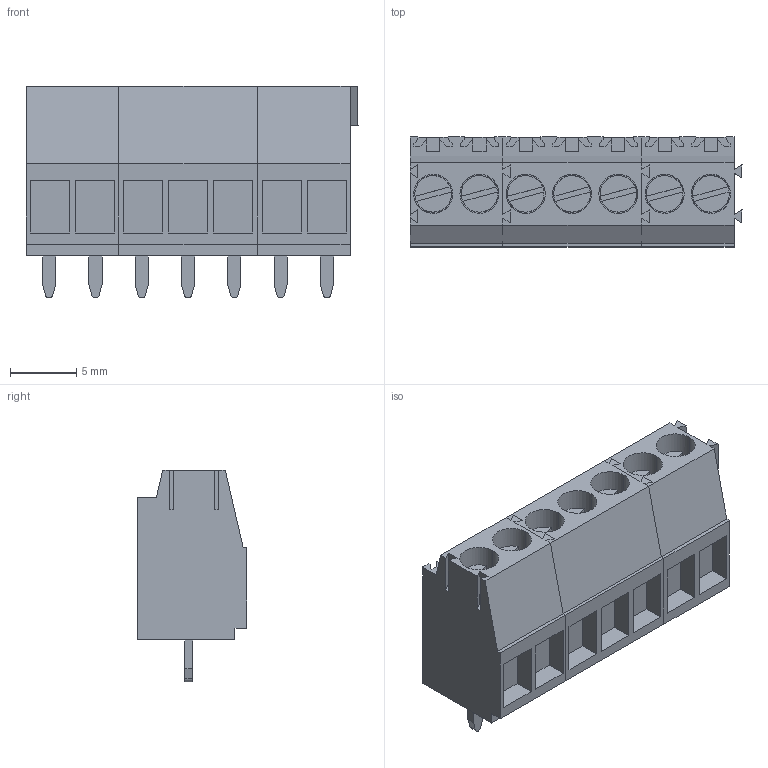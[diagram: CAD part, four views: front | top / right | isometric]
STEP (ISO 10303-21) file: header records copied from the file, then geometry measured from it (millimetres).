
FILE_DESCRIPTION(('CATIA V5 STEP Exchange','CAx-IF Rec.Pracs.--- Model Styling and Organization---1.2---2011-12-15'),'2;1');
FILE_NAME ('D1457375_0_1845060000_1845060000.stp','2018-03-12T10:48:54+00:00',('none'),('Weidmueller'),'CATIA Version 5-6 Release 2014','CATIA V5 STEP AP214','none');
FILE_SCHEMA(('AUTOMOTIVE_DESIGN { 1 0 10303 214 1 1 1 1 }'));
Length unit declared in the file: millimetre
Products named in the file (1): 1845060000
Bounding box: 25.1 x 8.3 x 16 mm (x, y, z)
Volume: 1944.4 mm3; surface area: 2707.4 mm2
Topology: 17 solids, 17 shells, 441 faces, 1158 edges, 772 vertices
Faces by surface type: plane 378, cylinder 63
Entity records: 13411 total; most frequent: CARTESIAN_POINT 2528, ORIENTED_EDGE 2316, DIRECTION 1871, EDGE_CURVE 1158, VECTOR 1004, LINE 1004, VERTEX_POINT 772, AXIS2_PLACEMENT_3D 503
